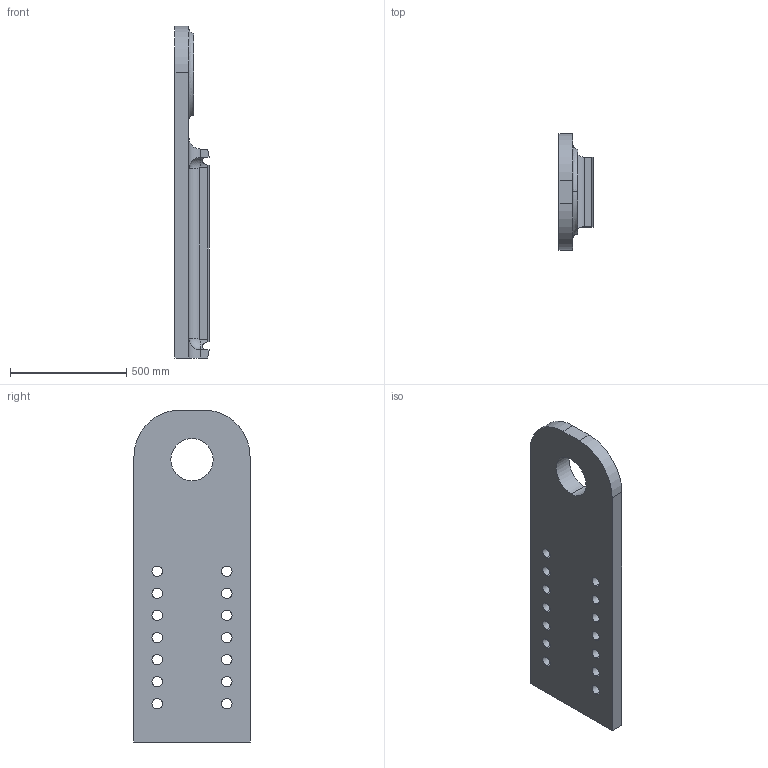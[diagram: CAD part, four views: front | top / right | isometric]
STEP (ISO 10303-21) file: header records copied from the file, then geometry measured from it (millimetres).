
FILE_DESCRIPTION (( 'STEP AP203' ), '1' );
FILE_NAME ('dfd1005521_zmd_000_00.STEP', '2020-07-20T01:36:10', ( 'pp' ), ( 'Microsoft' ), 'SwSTEP 2.0', 'SolidWorks 2014', '' );
FILE_SCHEMA (( 'CONFIG_CONTROL_DESIGN' ));
Length unit declared in the file: millimetre
Products named in the file (1): dfd1005521_zmd_000_00
Bounding box: 147 x 500 x 1430 mm (x, y, z)
Volume: 45043796.6 mm3; surface area: 1889915.8 mm2
Topology: 1 solids, 1 shells, 85 faces, 228 edges, 146 vertices
Faces by surface type: cylinder 52, plane 23, torus 4, cone 4, bspline 2
Entity records: 3141 total; most frequent: CARTESIAN_POINT 853, DIRECTION 467, ORIENTED_EDGE 456, EDGE_CURVE 228, AXIS2_PLACEMENT_3D 177, VERTEX_POINT 146, EDGE_LOOP 116, VECTOR 113
